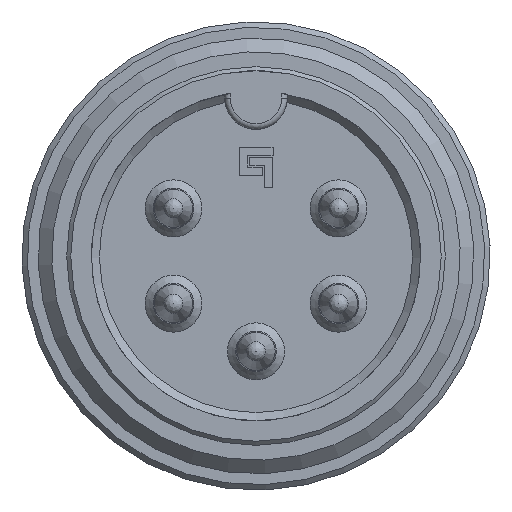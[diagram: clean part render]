
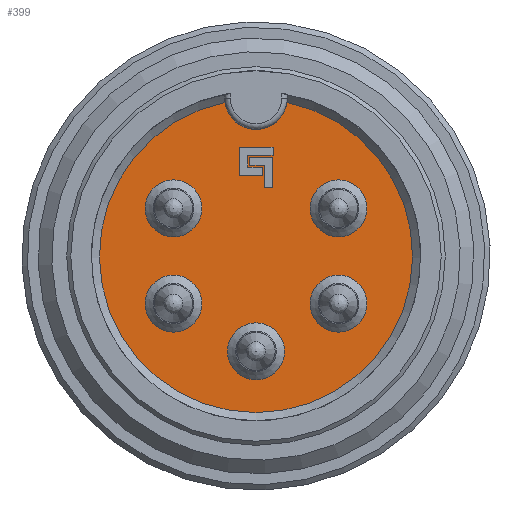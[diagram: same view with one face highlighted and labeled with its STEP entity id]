
A CAD part, left-side view. The second image highlights one B-rep face of the part: STEP entity #399.
In plain terms, the highlighted planar face has unit normal (-1, 0, 0).
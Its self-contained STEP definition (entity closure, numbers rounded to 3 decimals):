
#99=FACE_BOUND('',#600,.T.);
#100=FACE_BOUND('',#601,.T.);
#101=FACE_BOUND('',#602,.T.);
#102=FACE_BOUND('',#603,.T.);
#103=FACE_BOUND('',#604,.T.);
#104=FACE_BOUND('',#605,.T.);
#105=FACE_BOUND('',#606,.T.);
#106=FACE_BOUND('',#607,.T.);
#252=LINE('',#2425,#308);
#253=LINE('',#2428,#309);
#254=LINE('',#2430,#310);
#255=LINE('',#2432,#311);
#256=LINE('',#2434,#312);
#257=LINE('',#2436,#313);
#258=LINE('',#2438,#314);
#259=LINE('',#2440,#315);
#260=LINE('',#2451,#316);
#261=LINE('',#2454,#317);
#262=LINE('',#2456,#318);
#263=LINE('',#2458,#319);
#264=LINE('',#2460,#320);
#265=LINE('',#2462,#321);
#308=VECTOR('',#1705,1.);
#309=VECTOR('',#1706,1.);
#310=VECTOR('',#1707,1.);
#311=VECTOR('',#1708,1.);
#312=VECTOR('',#1709,1.);
#313=VECTOR('',#1710,1.);
#314=VECTOR('',#1711,1.);
#315=VECTOR('',#1712,1.);
#316=VECTOR('',#1723,1.);
#317=VECTOR('',#1724,1.);
#318=VECTOR('',#1725,1.);
#319=VECTOR('',#1726,1.);
#320=VECTOR('',#1727,1.);
#321=VECTOR('',#1728,1.);
#399=ADVANCED_FACE('',(#99,#100,#101,#102,#103,#104,#105,#106),#474,.F.);
#474=PLANE('',#1458);
#600=EDGE_LOOP('',(#795));
#601=EDGE_LOOP('',(#796));
#602=EDGE_LOOP('',(#797,#798,#799,#800,#801,#802,#803,#804));
#603=EDGE_LOOP('',(#805,#806));
#604=EDGE_LOOP('',(#807));
#605=EDGE_LOOP('',(#808));
#606=EDGE_LOOP('',(#809));
#607=EDGE_LOOP('',(#810,#811,#812,#813,#814,#815));
#795=ORIENTED_EDGE('',*,*,#1192,.T.);
#796=ORIENTED_EDGE('',*,*,#1193,.T.);
#797=ORIENTED_EDGE('',*,*,#1194,.T.);
#798=ORIENTED_EDGE('',*,*,#1195,.T.);
#799=ORIENTED_EDGE('',*,*,#1196,.T.);
#800=ORIENTED_EDGE('',*,*,#1197,.T.);
#801=ORIENTED_EDGE('',*,*,#1198,.T.);
#802=ORIENTED_EDGE('',*,*,#1199,.T.);
#803=ORIENTED_EDGE('',*,*,#1200,.T.);
#804=ORIENTED_EDGE('',*,*,#1201,.T.);
#805=ORIENTED_EDGE('',*,*,#1202,.T.);
#806=ORIENTED_EDGE('',*,*,#1203,.T.);
#807=ORIENTED_EDGE('',*,*,#1204,.F.);
#808=ORIENTED_EDGE('',*,*,#1205,.F.);
#809=ORIENTED_EDGE('',*,*,#1206,.F.);
#810=ORIENTED_EDGE('',*,*,#1207,.F.);
#811=ORIENTED_EDGE('',*,*,#1208,.F.);
#812=ORIENTED_EDGE('',*,*,#1209,.F.);
#813=ORIENTED_EDGE('',*,*,#1210,.F.);
#814=ORIENTED_EDGE('',*,*,#1211,.F.);
#815=ORIENTED_EDGE('',*,*,#1212,.F.);
#1063=VERTEX_POINT('',#2422);
#1064=VERTEX_POINT('',#2424);
#1065=VERTEX_POINT('',#2426);
#1066=VERTEX_POINT('',#2427);
#1067=VERTEX_POINT('',#2429);
#1068=VERTEX_POINT('',#2431);
#1069=VERTEX_POINT('',#2433);
#1070=VERTEX_POINT('',#2435);
#1071=VERTEX_POINT('',#2437);
#1072=VERTEX_POINT('',#2439);
#1073=VERTEX_POINT('',#2442);
#1074=VERTEX_POINT('',#2443);
#1075=VERTEX_POINT('',#2446);
#1076=VERTEX_POINT('',#2448);
#1077=VERTEX_POINT('',#2450);
#1078=VERTEX_POINT('',#2452);
#1079=VERTEX_POINT('',#2453);
#1080=VERTEX_POINT('',#2455);
#1081=VERTEX_POINT('',#2457);
#1082=VERTEX_POINT('',#2459);
#1083=VERTEX_POINT('',#2461);
#1192=EDGE_CURVE('',#1063,#1063,#1338,.T.);
#1193=EDGE_CURVE('',#1064,#1064,#1339,.T.);
#1194=EDGE_CURVE('',#1065,#1066,#252,.T.);
#1195=EDGE_CURVE('',#1066,#1067,#253,.T.);
#1196=EDGE_CURVE('',#1067,#1068,#254,.T.);
#1197=EDGE_CURVE('',#1068,#1069,#255,.T.);
#1198=EDGE_CURVE('',#1069,#1070,#256,.T.);
#1199=EDGE_CURVE('',#1070,#1071,#257,.T.);
#1200=EDGE_CURVE('',#1071,#1072,#258,.T.);
#1201=EDGE_CURVE('',#1072,#1065,#259,.T.);
#1202=EDGE_CURVE('',#1073,#1074,#1340,.T.);
#1203=EDGE_CURVE('',#1074,#1073,#1341,.T.);
#1204=EDGE_CURVE('',#1075,#1075,#1342,.T.);
#1205=EDGE_CURVE('',#1076,#1076,#1343,.T.);
#1206=EDGE_CURVE('',#1077,#1077,#1344,.T.);
#1207=EDGE_CURVE('',#1078,#1079,#260,.T.);
#1208=EDGE_CURVE('',#1080,#1078,#261,.T.);
#1209=EDGE_CURVE('',#1081,#1080,#262,.T.);
#1210=EDGE_CURVE('',#1082,#1081,#263,.T.);
#1211=EDGE_CURVE('',#1083,#1082,#264,.T.);
#1212=EDGE_CURVE('',#1079,#1083,#265,.T.);
#1338=CIRCLE('',#1451,1.045);
#1339=CIRCLE('',#1452,1.045);
#1340=CIRCLE('',#1453,1.15);
#1341=CIRCLE('',#1454,5.75);
#1342=CIRCLE('',#1455,1.045);
#1343=CIRCLE('',#1456,1.045);
#1344=CIRCLE('',#1457,1.045);
#1451=AXIS2_PLACEMENT_3D('',#2421,#1701,#1702);
#1452=AXIS2_PLACEMENT_3D('',#2423,#1703,#1704);
#1453=AXIS2_PLACEMENT_3D('',#2441,#1713,#1714);
#1454=AXIS2_PLACEMENT_3D('',#2444,#1715,#1716);
#1455=AXIS2_PLACEMENT_3D('',#2445,#1717,#1718);
#1456=AXIS2_PLACEMENT_3D('',#2447,#1719,#1720);
#1457=AXIS2_PLACEMENT_3D('',#2449,#1721,#1722);
#1458=AXIS2_PLACEMENT_3D('',#2463,#1729,#1730);
#1701=DIRECTION('',(1.,0.,0.));
#1702=DIRECTION('',(0.,0.,1.));
#1703=DIRECTION('',(1.,0.,0.));
#1704=DIRECTION('',(0.,0.,1.));
#1705=DIRECTION('',(0.,0.,-1.));
#1706=DIRECTION('',(0.,-1.,0.));
#1707=DIRECTION('',(0.,0.,-1.));
#1708=DIRECTION('',(0.,1.,0.));
#1709=DIRECTION('',(0.,0.,1.));
#1710=DIRECTION('',(0.,-1.,0.));
#1711=DIRECTION('',(0.,0.,-1.));
#1712=DIRECTION('',(0.,1.,0.));
#1713=DIRECTION('',(1.,0.,0.));
#1714=DIRECTION('',(0.,-1.,0.));
#1715=DIRECTION('',(-1.,0.,0.));
#1716=DIRECTION('',(0.,0.,-1.));
#1717=DIRECTION('',(-1.,0.,0.));
#1718=DIRECTION('',(0.,0.,1.));
#1719=DIRECTION('',(-1.,0.,0.));
#1720=DIRECTION('',(0.,0.,1.));
#1721=DIRECTION('',(-1.,0.,0.));
#1722=DIRECTION('',(0.,0.,1.));
#1723=DIRECTION('',(0.,0.,-1.));
#1724=DIRECTION('',(0.,-1.,0.));
#1725=DIRECTION('',(0.,0.,-1.));
#1726=DIRECTION('',(0.,1.,0.));
#1727=DIRECTION('',(0.,0.,1.));
#1728=DIRECTION('',(0.,-1.,0.));
#1729=DIRECTION('',(1.,0.,0.));
#1730=DIRECTION('',(0.,0.,1.));
#2421=CARTESIAN_POINT('',(8.7,-3.03,1.75));
#2422=CARTESIAN_POINT('',(8.7,-3.03,2.795));
#2423=CARTESIAN_POINT('',(8.7,-3.03,-1.75));
#2424=CARTESIAN_POINT('',(8.7,-3.03,-0.705));
#2425=CARTESIAN_POINT('',(8.7,0.305,3.7));
#2426=CARTESIAN_POINT('',(8.7,0.305,3.7));
#2427=CARTESIAN_POINT('',(8.7,0.305,3.26));
#2428=CARTESIAN_POINT('',(8.7,0.305,3.26));
#2429=CARTESIAN_POINT('',(8.7,-0.245,3.26));
#2430=CARTESIAN_POINT('',(8.7,-0.245,3.26));
#2431=CARTESIAN_POINT('',(8.7,-0.245,2.96));
#2432=CARTESIAN_POINT('',(8.7,-0.245,2.96));
#2433=CARTESIAN_POINT('',(8.7,0.605,2.96));
#2434=CARTESIAN_POINT('',(8.7,0.605,2.96));
#2435=CARTESIAN_POINT('',(8.7,0.605,4.));
#2436=CARTESIAN_POINT('',(8.7,0.605,4.));
#2437=CARTESIAN_POINT('',(8.7,-0.625,4.));
#2438=CARTESIAN_POINT('',(8.7,-0.625,4.));
#2439=CARTESIAN_POINT('',(8.7,-0.625,3.7));
#2440=CARTESIAN_POINT('',(8.7,-0.625,3.7));
#2441=CARTESIAN_POINT('',(8.7,0.,5.8));
#2442=CARTESIAN_POINT('',(8.7,-1.138,5.636));
#2443=CARTESIAN_POINT('',(8.7,1.138,5.636));
#2444=CARTESIAN_POINT('',(8.7,0.,0.));
#2445=CARTESIAN_POINT('',(8.7,3.03,-1.75));
#2446=CARTESIAN_POINT('',(8.7,3.03,-0.705));
#2447=CARTESIAN_POINT('',(8.7,3.03,1.75));
#2448=CARTESIAN_POINT('',(8.7,3.03,2.795));
#2449=CARTESIAN_POINT('',(8.7,0.,-3.5));
#2450=CARTESIAN_POINT('',(8.7,0.,-2.455));
#2451=CARTESIAN_POINT('',(8.7,-0.315,3.33));
#2452=CARTESIAN_POINT('',(8.7,-0.315,3.33));
#2453=CARTESIAN_POINT('',(8.7,-0.315,2.51));
#2454=CARTESIAN_POINT('',(8.7,0.235,3.33));
#2455=CARTESIAN_POINT('',(8.7,0.235,3.33));
#2456=CARTESIAN_POINT('',(8.7,0.235,3.63));
#2457=CARTESIAN_POINT('',(8.7,0.235,3.63));
#2458=CARTESIAN_POINT('',(8.7,-0.615,3.63));
#2459=CARTESIAN_POINT('',(8.7,-0.615,3.63));
#2460=CARTESIAN_POINT('',(8.7,-0.615,2.51));
#2461=CARTESIAN_POINT('',(8.7,-0.615,2.51));
#2462=CARTESIAN_POINT('',(8.7,-0.315,2.51));
#2463=CARTESIAN_POINT('',(8.7,0.,0.));
